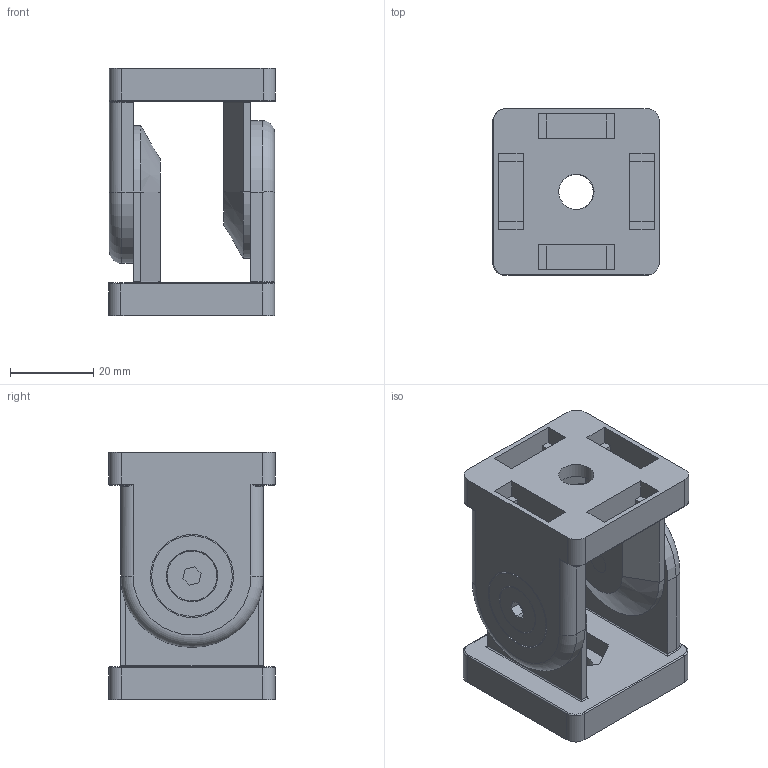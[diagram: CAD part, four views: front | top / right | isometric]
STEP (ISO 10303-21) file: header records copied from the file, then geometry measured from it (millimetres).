
FILE_DESCRIPTION(/* description */ ('Złącze przegubowe 40-8, 40-10'),/* implementation_level */ '2;1');
FILE_NAME(/* name */ '324040.stp',/* time_stamp */ '2022-10-07T08:08:04+02:00',/* author */ ('aluteckkpl_am'),/* organization */ (''),/* preprocessor_version */ 'ST-DEVELOPER v18.1',/* originating_system */ 'Autodesk Inventor 2021',/* authorisation */ '');
FILE_SCHEMA (('CONFIG_CONTROL_DESIGN'));
Length unit declared in the file: millimetre
Products named in the file (5): 324040; 324040-3; 324040-1; 324040-2; 200612.4
Assembly tree (8 placements, depth 2):
  324040
    324040-3  x2
    324040-1  x2
    324040-2  x2
    200612.4  x2
Bounding box: 40.2 x 40 x 59.6 mm (x, y, z)
Volume: 42259.3 mm3; surface area: 26441.7 mm2
Topology: 8 solids, 8 shells, 330 faces, 816 edges, 530 vertices
Faces by surface type: plane 200, cylinder 102, torus 16, cone 8, bspline 4
Full cylindrical faces by diameter (mm): 1.5 x8, 4.917 x2, 6 x2, 6.8 x2, 8.5 x2, 12 x2, 13 x4, 16 x2, 16.4 x2, 19.4 x2, 20 x2, 25.8 x2, 26 x2
Entity records: 5207 total; most frequent: CARTESIAN_POINT 947, DIRECTION 882, ORIENTED_EDGE 812, EDGE_CURVE 406, AXIS2_PLACEMENT_3D 304, LINE 274, VECTOR 274, VERTEX_POINT 265
